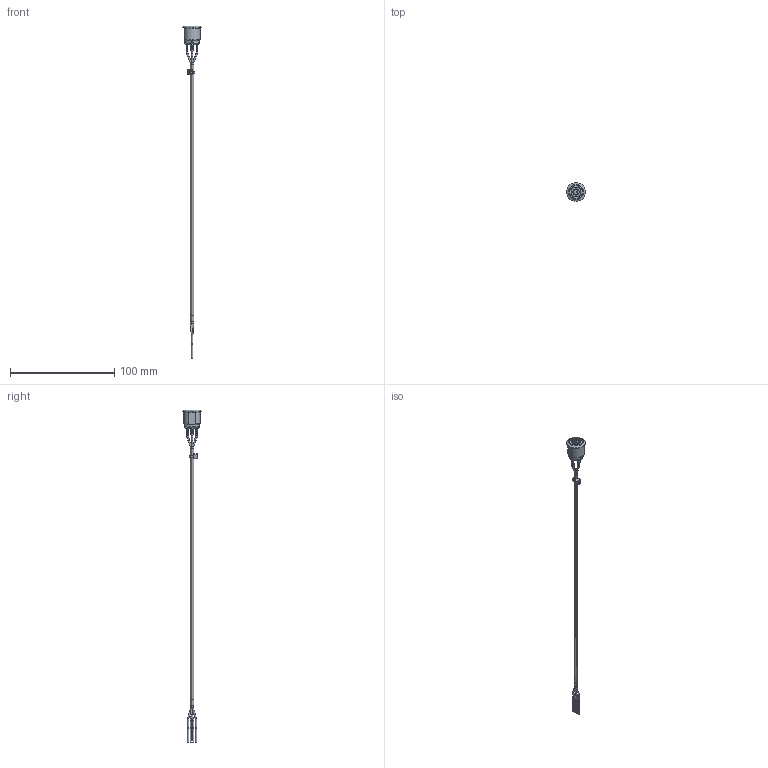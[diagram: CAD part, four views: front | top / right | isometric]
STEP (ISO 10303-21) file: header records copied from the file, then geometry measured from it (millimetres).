
FILE_DESCRIPTION(/* description */ (''),/* implementation_level */ '2;1');
FILE_NAME(/* name */ 'PV6FW40xx-3x1-M15.stp',/* time_stamp */ '2025-05-28T16:24:18-05:00',/* author */ ('mroman'),/* organization */ (''),/* preprocessor_version */ 'ST-DEVELOPER v18.1',/* originating_system */ 'Autodesk Inventor 2022',/* authorisation */ '');
FILE_SCHEMA (('AUTOMOTIVE_DESIGN { 1 0 10303 214 3 1 1 }'));
Length unit declared in the file: centimetre
Products named in the file (1): PV6FW40xx-3x1-M15
Bounding box: 18 x 18 x 318 mm (x, y, z)
Volume: 4143.6 mm3; surface area: 7041.9 mm2
Topology: 2 solids, 3 shells, 374 faces, 909 edges, 566 vertices
Faces by surface type: plane 149, cylinder 140, bspline 28, sphere 24, torus 23, cone 10
Full cylindrical faces by diameter (mm): 0.9 x4, 1.257 x1, 1.27 x30, 1.6 x9, 9.2 x1, 11.9 x1, 12 x1, 14.3 x1, 14.6 x1, 18 x1
Entity records: 12203 total; most frequent: CARTESIAN_POINT 3216, DIRECTION 1956, ORIENTED_EDGE 1818, EDGE_CURVE 909, AXIS2_PLACEMENT_3D 752, VERTEX_POINT 566, LINE 452, VECTOR 452
